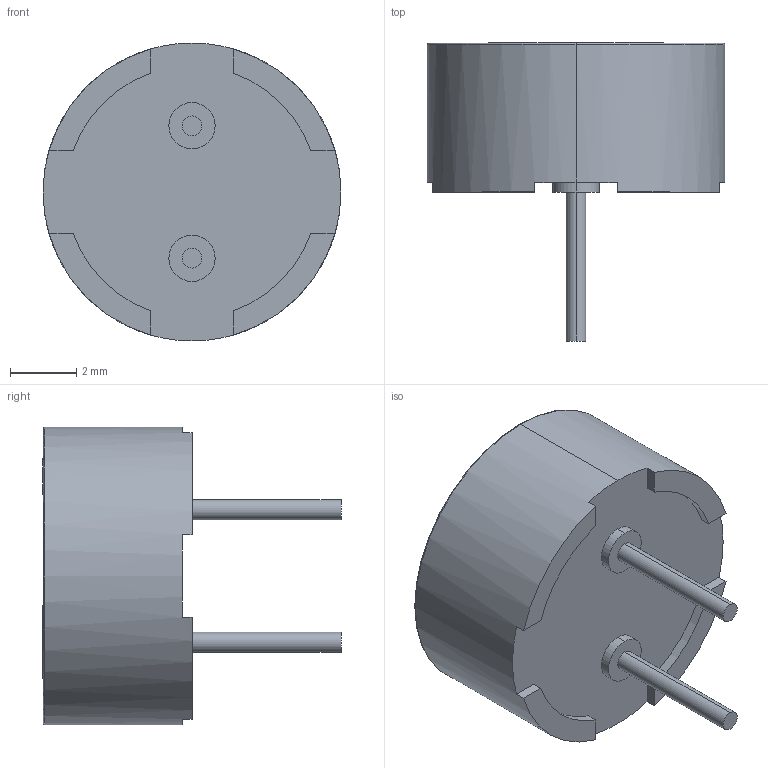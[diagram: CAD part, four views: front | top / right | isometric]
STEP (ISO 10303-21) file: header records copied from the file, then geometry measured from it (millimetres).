
FILE_DESCRIPTION (( 'STEP AP203' ), '1' );
FILE_NAME ('GT-0901A.STEP', '2017-01-03T19:19:17', ( 'Gem' ), ( '' ), 'SwSTEP 2.0', 'SolidWorks 2013', '' );
FILE_SCHEMA (( 'CONFIG_CONTROL_DESIGN' ));
Length unit declared in the file: millimetre
Products named in the file (1): GT-0901A
Bounding box: 9 x 9.01 x 9 mm (x, y, z)
Volume: 272 mm3; surface area: 288.9 mm2
Topology: 5 solids, 5 shells, 147 faces, 367 edges, 244 vertices
Faces by surface type: plane 83, bspline 46, cylinder 16, torus 2
Entity records: 7092 total; most frequent: CARTESIAN_POINT 3773, ORIENTED_EDGE 734, DIRECTION 523, EDGE_CURVE 367, VERTEX_POINT 244, LINE 231, VECTOR 231, EDGE_LOOP 161
